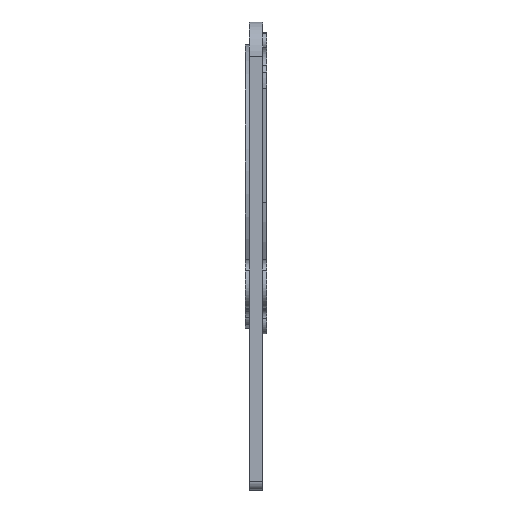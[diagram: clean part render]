
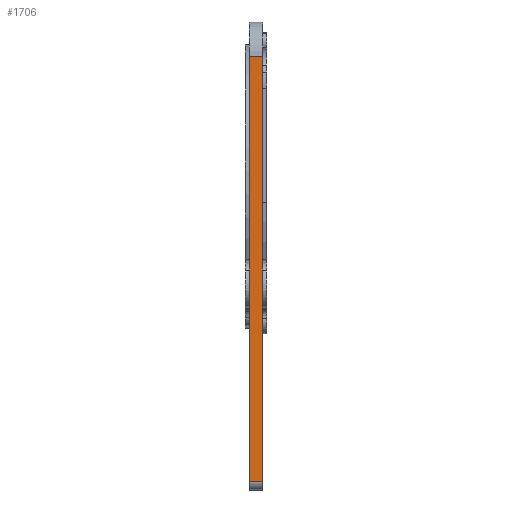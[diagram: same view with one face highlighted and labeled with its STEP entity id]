
A CAD part, left-side view. The second image highlights one B-rep face of the part: STEP entity #1706.
In plain terms, the highlighted planar face has unit normal (-1, 0, 0).
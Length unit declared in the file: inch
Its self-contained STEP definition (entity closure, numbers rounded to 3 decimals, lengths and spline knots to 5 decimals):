
#211 = VECTOR ( 'NONE', #1395, 39.37008 ) ;
#293 = CARTESIAN_POINT ( 'NONE',  ( -2.375, -0.09375, -4.25 ) ) ;
#442 = EDGE_CURVE ( 'NONE', #2437, #5221, #6304, .T. ) ;
#963 = CARTESIAN_POINT ( 'NONE',  ( -2.375, -0.09375, 1.875 ) ) ;
#1011 = DIRECTION ( 'NONE',  ( 0., -1., 0. ) ) ;
#1018 = VECTOR ( 'NONE', #1066, 39.37008 ) ;
#1023 = AXIS2_PLACEMENT_3D ( 'NONE', #3835, #4289, #2865 ) ;
#1066 = DIRECTION ( 'NONE',  ( 0., 0., -1. ) ) ;
#1395 = DIRECTION ( 'NONE',  ( 0., -1., 0. ) ) ;
#1398 = CARTESIAN_POINT ( 'NONE',  ( -2.375, 0.09375, -4.25 ) ) ;
#1426 = CARTESIAN_POINT ( 'NONE',  ( -2.375, 0.09375, 1.875 ) ) ;
#1428 = CARTESIAN_POINT ( 'NONE',  ( -2.375, -0.15748, -4.25 ) ) ;
#1494 = DIRECTION ( 'NONE',  ( 0., 0., 1. ) ) ;
#1558 = EDGE_CURVE ( 'NONE', #3801, #2437, #2054, .T. ) ;
#1706 = ADVANCED_FACE ( 'NONE', ( #3019 ), #1856, .F. ) ;
#1856 = PLANE ( 'NONE',  #1023 ) ;
#1995 = LINE ( 'NONE', #4531, #4357 ) ;
#2054 = LINE ( 'NONE', #5450, #1018 ) ;
#2409 = LINE ( 'NONE', #4954, #4479 ) ;
#2411 = ORIENTED_EDGE ( 'NONE', *, *, #6139, .T. ) ;
#2437 = VERTEX_POINT ( 'NONE', #1398 ) ;
#2840 = EDGE_LOOP ( 'NONE', ( #3728, #2411, #4618, #4201 ) ) ;
#2865 = DIRECTION ( 'NONE',  ( 0., 0., -1. ) ) ;
#3019 = FACE_OUTER_BOUND ( 'NONE', #2840, .T. ) ;
#3728 = ORIENTED_EDGE ( 'NONE', *, *, #442, .T. ) ;
#3801 = VERTEX_POINT ( 'NONE', #1426 ) ;
#3835 = CARTESIAN_POINT ( 'NONE',  ( -2.375, 0.15748, -2.125 ) ) ;
#4201 = ORIENTED_EDGE ( 'NONE', *, *, #1558, .T. ) ;
#4289 = DIRECTION ( 'NONE',  ( 1., 0., 0. ) ) ;
#4357 = VECTOR ( 'NONE', #1011, 39.37008 ) ;
#4479 = VECTOR ( 'NONE', #1494, 39.37008 ) ;
#4531 = CARTESIAN_POINT ( 'NONE',  ( -2.375, 1.8678, 1.875 ) ) ;
#4618 = ORIENTED_EDGE ( 'NONE', *, *, #5593, .F. ) ;
#4954 = CARTESIAN_POINT ( 'NONE',  ( -2.375, -0.09375, 0. ) ) ;
#5221 = VERTEX_POINT ( 'NONE', #293 ) ;
#5450 = CARTESIAN_POINT ( 'NONE',  ( -2.375, 0.09375, 0. ) ) ;
#5593 = EDGE_CURVE ( 'NONE', #3801, #6192, #1995, .T. ) ;
#6139 = EDGE_CURVE ( 'NONE', #5221, #6192, #2409, .T. ) ;
#6192 = VERTEX_POINT ( 'NONE', #963 ) ;
#6304 = LINE ( 'NONE', #1428, #211 ) ;
